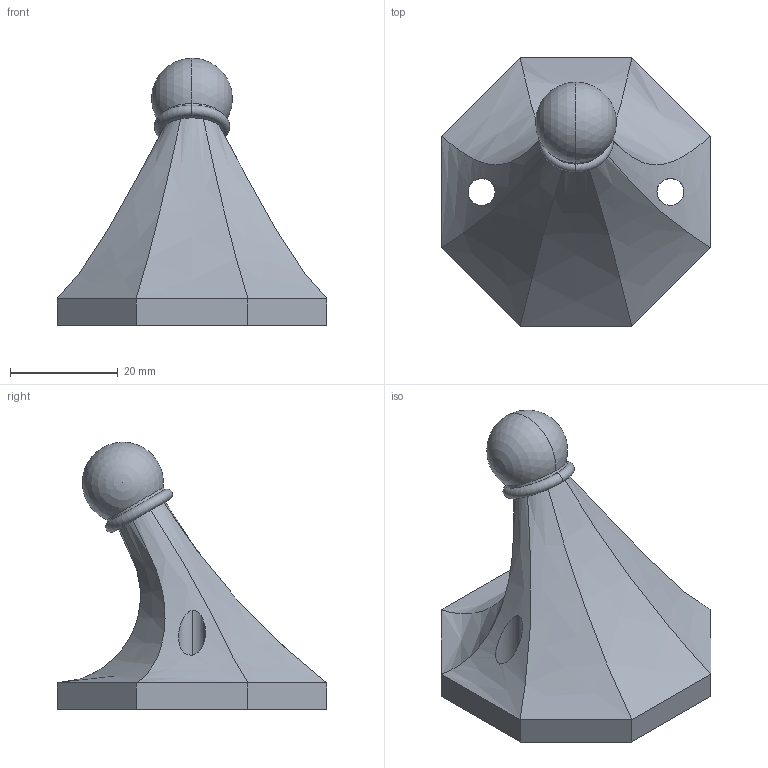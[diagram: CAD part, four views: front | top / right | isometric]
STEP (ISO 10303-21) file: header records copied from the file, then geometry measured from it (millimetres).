
FILE_DESCRIPTION (( 'STEP AP214' ), '1' );
FILE_NAME ('Robe Hook.STEP', '2019-06-06T15:26:36', ( '' ), ( '' ), 'SwSTEP 2.0', 'SolidWorks 2019', '' );
FILE_SCHEMA (( 'AUTOMOTIVE_DESIGN' ));
Length unit declared in the file: millimetre
Products named in the file (1): Robe Hook
Bounding box: 50 x 50 x 49.57 mm (x, y, z)
Volume: 29652.6 mm3; surface area: 7402.7 mm2
Topology: 1 solids, 1 shells, 28 faces, 69 edges, 42 vertices
Faces by surface type: plane 10, bspline 8, cylinder 6, torus 2, sphere 2
Entity records: 1601 total; most frequent: CARTESIAN_POINT 981, ORIENTED_EDGE 128, DIRECTION 100, EDGE_CURVE 64, VERTEX_POINT 39, AXIS2_PLACEMENT_3D 35, EDGE_LOOP 33, LINE 30
